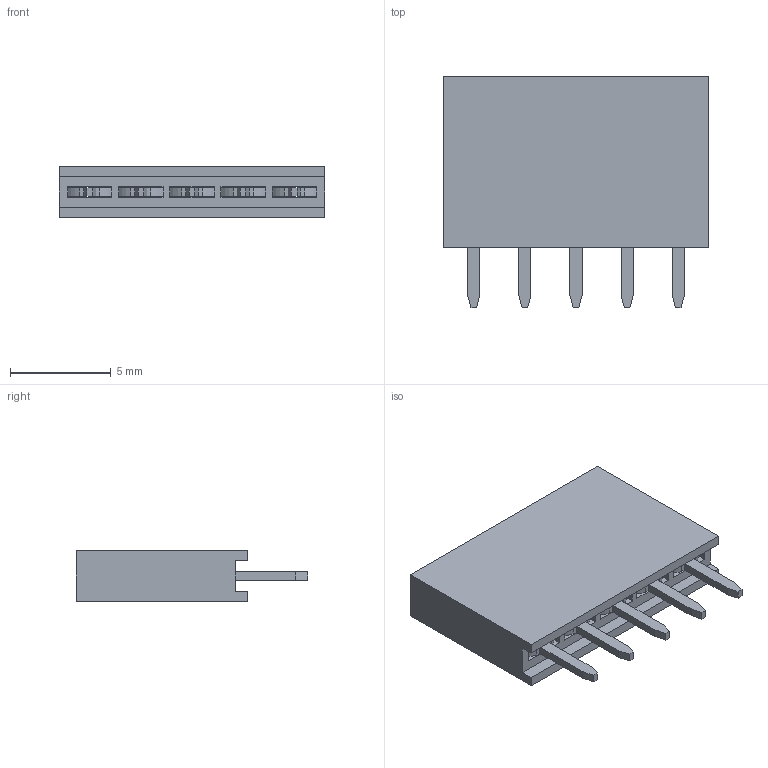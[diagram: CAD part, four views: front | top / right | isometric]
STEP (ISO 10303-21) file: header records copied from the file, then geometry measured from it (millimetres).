
FILE_DESCRIPTION (( 'STEP AP214' ), '1' );
FILE_NAME ('User Library-PBS_(DS1023)_1line_connectors_h=5.0_8.5mm_step_2.54mm-1.STEP', '2021-10-20T17:55:38', ( '' ), ( '' ), 'SwSTEP 2.0', 'SolidWorks 2021', '' );
FILE_SCHEMA (( 'AUTOMOTIVE_DESIGN' ));
Length unit declared in the file: millimetre
Products named in the file (1): User Library-PBS_(DS1023)_1line_connectors_h=5.0_8.5mm_step_2.54mm-1
Bounding box: 13.2 x 11.5 x 2.5 mm (x, y, z)
Volume: 236.7 mm3; surface area: 735.5 mm2
Topology: 6 solids, 6 shells, 205 faces, 559 edges, 366 vertices
Faces by surface type: plane 155, cylinder 50
Entity records: 7502 total; most frequent: CARTESIAN_POINT 1131, ORIENTED_EDGE 1118, DIRECTION 1071, EDGE_CURVE 559, VECTOR 459, LINE 459, VERTEX_POINT 366, AXIS2_PLACEMENT_3D 306
